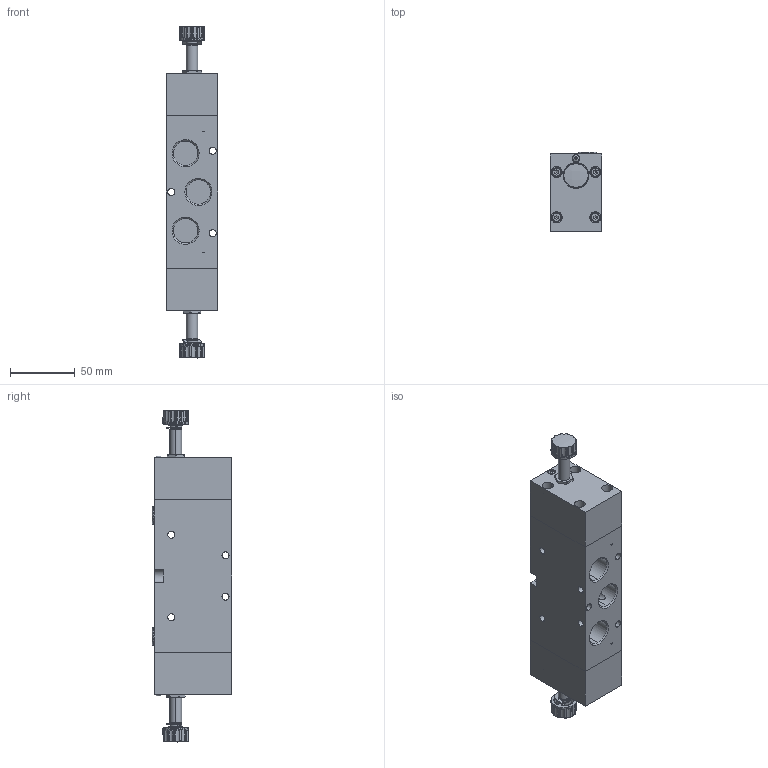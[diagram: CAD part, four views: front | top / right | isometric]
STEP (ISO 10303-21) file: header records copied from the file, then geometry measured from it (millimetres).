
FILE_DESCRIPTION (( 'STEP AP214' ), '1' );
FILE_NAME ('02_018_3.STEP', '2015-12-22T11:09:06', ( '' ), ( '' ), 'SwSTEP 2.0', 'SolidWorks 2016', '' );
FILE_SCHEMA (( 'AUTOMOTIVE_DESIGN' ));
Length unit declared in the file: millimetre
Products named in the file (1): 02_018_3
Bounding box: 40 x 61.5 x 257.2 mm (x, y, z)
Volume: 409805.6 mm3; surface area: 77592.8 mm2
Topology: 19 solids, 23 shells, 1649 faces, 4057 edges, 2486 vertices
Faces by surface type: cone 632, plane 480, cylinder 401, bspline 136
Entity records: 65637 total; most frequent: CARTESIAN_POINT 20926, ORIENTED_EDGE 8026, DIRECTION 7369, EDGE_CURVE 4013, AXIS2_PLACEMENT_3D 2887, VERTEX_POINT 2486, EDGE_LOOP 1743, FACE_OUTER_BOUND 1649
